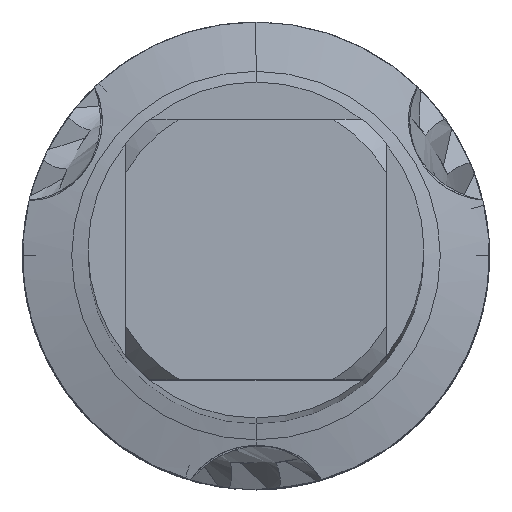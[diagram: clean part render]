
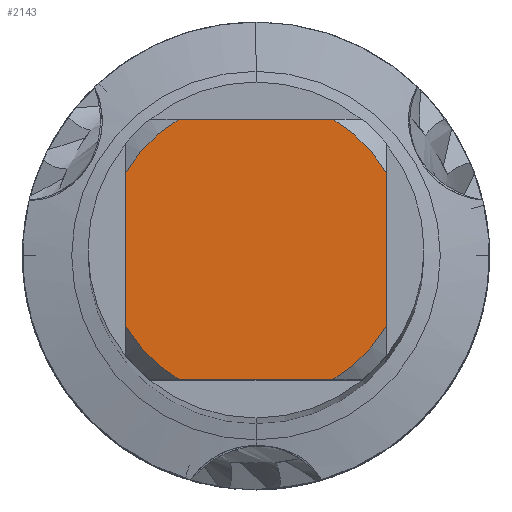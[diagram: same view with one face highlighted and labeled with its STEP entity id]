
A CAD part, top view. The second image highlights one B-rep face of the part: STEP entity #2143.
In plain terms, the highlighted planar face has unit normal (0, 0, 1).
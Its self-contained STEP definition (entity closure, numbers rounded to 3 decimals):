
#1589=EDGE_CURVE('',#3963,#3773,#4558,.T.);
#2089=EDGE_CURVE('',#3625,#3705,#5104,.T.);
#2143=ADVANCED_FACE('',(#5162),#5163,.T.);
#2439=VERTEX_POINT('',#5491);
#2511=EDGE_CURVE('',#2989,#4373,#5569,.T.);
#2965=EDGE_CURVE('',#3963,#4373,#6066,.T.);
#2989=VERTEX_POINT('',#6095);
#3055=EDGE_CURVE('',#2439,#3705,#6166,.T.);
#3235=EDGE_CURVE('',#3625,#3773,#6363,.T.);
#3305=EDGE_CURVE('',#2439,#3599,#6438,.T.);
#3599=VERTEX_POINT('',#6757);
#3625=VERTEX_POINT('',#6784);
#3705=VERTEX_POINT('',#6869);
#3773=VERTEX_POINT('',#6941);
#3817=EDGE_CURVE('',#2989,#3599,#6986,.T.);
#3963=VERTEX_POINT('',#7142);
#4373=VERTEX_POINT('',#7587);
#4558=LINE('',#7861,#7862);
#5104=LINE('',#9053,#9054);
#5162=FACE_OUTER_BOUND('',#9195,.T.);
#5163=PLANE('',#9196);
#5491=CARTESIAN_POINT('',(1.83,3.1,0.0));
#5569=LINE('',#10921,#10922);
#6066=CIRCLE('',#12252,3.6);
#6095=CARTESIAN_POINT('',(-3.1,1.83,0.0));
#6166=CIRCLE('',#12469,3.6);
#6363=CIRCLE('',#12814,3.6);
#6438=LINE('',#13000,#13001);
#6757=CARTESIAN_POINT('',(-1.83,3.1,0.0));
#6784=CARTESIAN_POINT('',(3.1,-1.83,0.0));
#6869=CARTESIAN_POINT('',(3.1,1.83,0.0));
#6941=CARTESIAN_POINT('',(1.83,-3.1,0.0));
#6986=CIRCLE('',#14400,3.6);
#7142=CARTESIAN_POINT('',(-1.83,-3.1,0.0));
#7587=CARTESIAN_POINT('',(-3.1,-1.83,0.0));
#7861=CARTESIAN_POINT('',(0.0,-3.1,0.0));
#7862=VECTOR('',#16515,1.0);
#9053=CARTESIAN_POINT('',(3.1,0.9,0.0));
#9054=VECTOR('',#17086,1.0);
#9195=EDGE_LOOP('',(#17133,#17134,#17135,#17136,#17137,#17138,#17139,#17140));
#9196=AXIS2_PLACEMENT_3D('',#17141,#17142,#17143);
#10921=CARTESIAN_POINT('',(-3.1,0.9,0.0));
#10922=VECTOR('',#17709,1.0);
#12252=AXIS2_PLACEMENT_3D('',#18308,#18309,#18310);
#12469=AXIS2_PLACEMENT_3D('',#18430,#18431,#18432);
#12814=AXIS2_PLACEMENT_3D('',#18639,#18640,#18641);
#13000=CARTESIAN_POINT('',(0.0,3.1,0.0));
#13001=VECTOR('',#18709,1.0);
#14400=AXIS2_PLACEMENT_3D('',#19195,#19196,#19197);
#16515=DIRECTION('',(1.0,0.0,0.0));
#17086=DIRECTION('',(-0.0,1.0,0.0));
#17133=ORIENTED_EDGE('',*,*,#2511,.T.);
#17134=ORIENTED_EDGE('',*,*,#2965,.F.);
#17135=ORIENTED_EDGE('',*,*,#1589,.T.);
#17136=ORIENTED_EDGE('',*,*,#3235,.F.);
#17137=ORIENTED_EDGE('',*,*,#2089,.T.);
#17138=ORIENTED_EDGE('',*,*,#3055,.F.);
#17139=ORIENTED_EDGE('',*,*,#3305,.T.);
#17140=ORIENTED_EDGE('',*,*,#3817,.F.);
#17141=CARTESIAN_POINT('',(0.0,1.8,0.0));
#17142=DIRECTION('',(-0.0,0.0,1.0));
#17143=DIRECTION('',(0.0,-1.0,0.0));
#17709=DIRECTION('',(-0.0,-1.0,0.0));
#18308=CARTESIAN_POINT('',(0.0,0.0,0.0));
#18309=DIRECTION('',(0.0,0.0,-1.0));
#18310=DIRECTION('',(0.0,1.0,0.0));
#18430=CARTESIAN_POINT('',(0.0,0.0,0.0));
#18431=DIRECTION('',(0.0,0.0,-1.0));
#18432=DIRECTION('',(0.0,1.0,0.0));
#18639=CARTESIAN_POINT('',(0.0,0.0,0.0));
#18640=DIRECTION('',(0.0,0.0,-1.0));
#18641=DIRECTION('',(0.0,1.0,0.0));
#18709=DIRECTION('',(-1.0,0.0,0.0));
#19195=CARTESIAN_POINT('',(0.0,0.0,0.0));
#19196=DIRECTION('',(0.0,0.0,-1.0));
#19197=DIRECTION('',(0.0,1.0,0.0));
